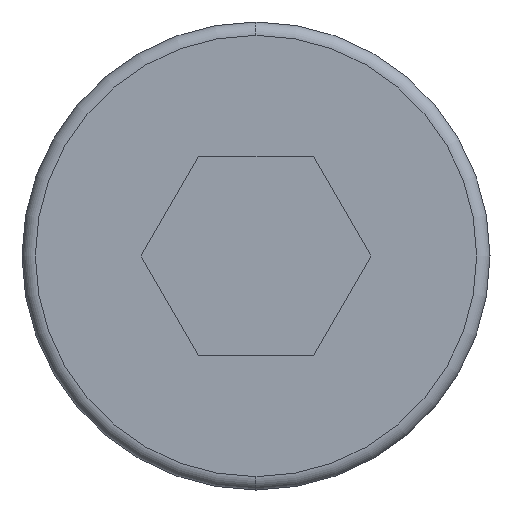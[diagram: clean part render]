
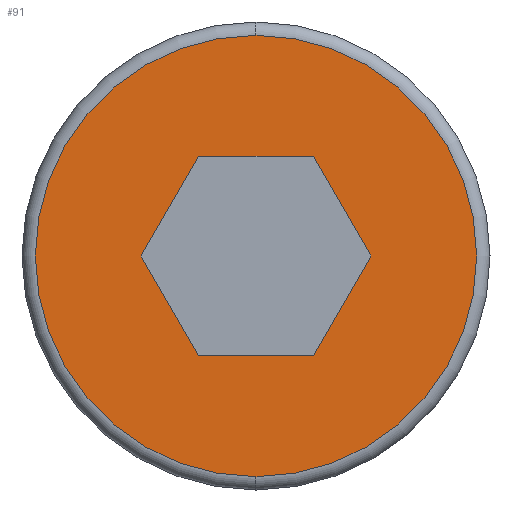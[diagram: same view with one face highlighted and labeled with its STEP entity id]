
A CAD part, left-side view. The second image highlights one B-rep face of the part: STEP entity #91.
In plain terms, the highlighted planar face has unit normal (-1, 0, 0).
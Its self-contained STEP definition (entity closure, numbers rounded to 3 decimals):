
#7 = EDGE_CURVE ( 'NONE', #191, #604, #475, .T. ) ;
#15 = DIRECTION ( 'NONE',  ( 0., 1., 0. ) ) ;
#18 = EDGE_CURVE ( 'NONE', #116, #353, #138, .T. ) ;
#51 = DIRECTION ( 'NONE',  ( 0., 0., 1. ) ) ;
#65 = ORIENTED_EDGE ( 'NONE', *, *, #427, .F. ) ;
#77 = VECTOR ( 'NONE', #559, 1000. ) ;
#81 = CARTESIAN_POINT ( 'NONE',  ( 0., -1.72, 0. ) ) ;
#91 = ADVANCED_FACE ( 'NONE', ( #328, #185 ), #474, .T. ) ;
#98 = ORIENTED_EDGE ( 'NONE', *, *, #295, .F. ) ;
#110 = ORIENTED_EDGE ( 'NONE', *, *, #253, .T. ) ;
#111 = CARTESIAN_POINT ( 'NONE',  ( 0., 0.86, 1.49 ) ) ;
#116 = VERTEX_POINT ( 'NONE', #301 ) ;
#120 = LINE ( 'NONE', #81, #77 ) ;
#138 = LINE ( 'NONE', #317, #280 ) ;
#175 = EDGE_CURVE ( 'NONE', #588, #408, #567, .T. ) ;
#179 = ORIENTED_EDGE ( 'NONE', *, *, #518, .F. ) ;
#183 = DIRECTION ( 'NONE',  ( 0., -0.5, 0.866 ) ) ;
#185 = FACE_BOUND ( 'NONE', #291, .T. ) ;
#188 = DIRECTION ( 'NONE',  ( -1., 0., 0. ) ) ;
#191 = VERTEX_POINT ( 'NONE', #245 ) ;
#194 = LINE ( 'NONE', #307, #242 ) ;
#199 = AXIS2_PLACEMENT_3D ( 'NONE', #488, #410, #537 ) ;
#203 = ORIENTED_EDGE ( 'NONE', *, *, #404, .F. ) ;
#211 = ORIENTED_EDGE ( 'NONE', *, *, #18, .F. ) ;
#242 = VECTOR ( 'NONE', #267, 1000. ) ;
#245 = CARTESIAN_POINT ( 'NONE',  ( 0., 1.72, 0. ) ) ;
#251 = CARTESIAN_POINT ( 'NONE',  ( 0., -0.86, 1.49 ) ) ;
#252 = CARTESIAN_POINT ( 'NONE',  ( 0., 0., 0. ) ) ;
#253 = EDGE_CURVE ( 'NONE', #408, #588, #318, .T. ) ;
#255 = DIRECTION ( 'NONE',  ( -1., 0., 0. ) ) ;
#264 = VECTOR ( 'NONE', #15, 1000. ) ;
#267 = DIRECTION ( 'NONE',  ( 0., 0.5, -0.866 ) ) ;
#279 = DIRECTION ( 'NONE',  ( 0., -0.5, -0.866 ) ) ;
#280 = VECTOR ( 'NONE', #183, 1000. ) ;
#288 = LINE ( 'NONE', #251, #264 ) ;
#289 = VECTOR ( 'NONE', #279, 1000. ) ;
#291 = EDGE_LOOP ( 'NONE', ( #179, #211, #98, #351, #65, #203 ) ) ;
#294 = DIRECTION ( 'NONE',  ( 0., 0., 1. ) ) ;
#295 = EDGE_CURVE ( 'NONE', #604, #116, #326, .T. ) ;
#296 = CARTESIAN_POINT ( 'NONE',  ( 0., 0., 3.3 ) ) ;
#301 = CARTESIAN_POINT ( 'NONE',  ( 0., -0.86, -1.49 ) ) ;
#307 = CARTESIAN_POINT ( 'NONE',  ( 0., 0.86, 1.49 ) ) ;
#309 = DIRECTION ( 'NONE',  ( 0., -1., 0. ) ) ;
#314 = CARTESIAN_POINT ( 'NONE',  ( 0., -0.86, 1.49 ) ) ;
#317 = CARTESIAN_POINT ( 'NONE',  ( 0., -0.86, -1.49 ) ) ;
#318 = CIRCLE ( 'NONE', #199, 3.3 ) ;
#319 = VERTEX_POINT ( 'NONE', #314 ) ;
#326 = LINE ( 'NONE', #375, #451 ) ;
#328 = FACE_OUTER_BOUND ( 'NONE', #468, .T. ) ;
#330 = CARTESIAN_POINT ( 'NONE',  ( 0., 0.86, -1.49 ) ) ;
#351 = ORIENTED_EDGE ( 'NONE', *, *, #7, .F. ) ;
#353 = VERTEX_POINT ( 'NONE', #463 ) ;
#372 = ORIENTED_EDGE ( 'NONE', *, *, #175, .T. ) ;
#375 = CARTESIAN_POINT ( 'NONE',  ( 0., 0.86, -1.49 ) ) ;
#397 = VERTEX_POINT ( 'NONE', #111 ) ;
#404 = EDGE_CURVE ( 'NONE', #319, #397, #288, .T. ) ;
#408 = VERTEX_POINT ( 'NONE', #296 ) ;
#410 = DIRECTION ( 'NONE',  ( -1., 0., 0. ) ) ;
#424 = AXIS2_PLACEMENT_3D ( 'NONE', #252, #255, #294 ) ;
#427 = EDGE_CURVE ( 'NONE', #397, #191, #194, .T. ) ;
#451 = VECTOR ( 'NONE', #309, 1000. ) ;
#463 = CARTESIAN_POINT ( 'NONE',  ( 0., -1.72, 0. ) ) ;
#467 = CARTESIAN_POINT ( 'NONE',  ( 0., 1.72, 0. ) ) ;
#468 = EDGE_LOOP ( 'NONE', ( #110, #372 ) ) ;
#474 = PLANE ( 'NONE',  #579 ) ;
#475 = LINE ( 'NONE', #467, #289 ) ;
#488 = CARTESIAN_POINT ( 'NONE',  ( 0., 0., 0. ) ) ;
#518 = EDGE_CURVE ( 'NONE', #353, #319, #120, .T. ) ;
#537 = DIRECTION ( 'NONE',  ( 0., 0., 1. ) ) ;
#559 = DIRECTION ( 'NONE',  ( 0., 0.5, 0.866 ) ) ;
#565 = CARTESIAN_POINT ( 'NONE',  ( 0., 0., -3.3 ) ) ;
#567 = CIRCLE ( 'NONE', #424, 3.3 ) ;
#579 = AXIS2_PLACEMENT_3D ( 'NONE', #612, #188, #51 ) ;
#588 = VERTEX_POINT ( 'NONE', #565 ) ;
#604 = VERTEX_POINT ( 'NONE', #330 ) ;
#612 = CARTESIAN_POINT ( 'NONE',  ( 0., 0., 0. ) ) ;
